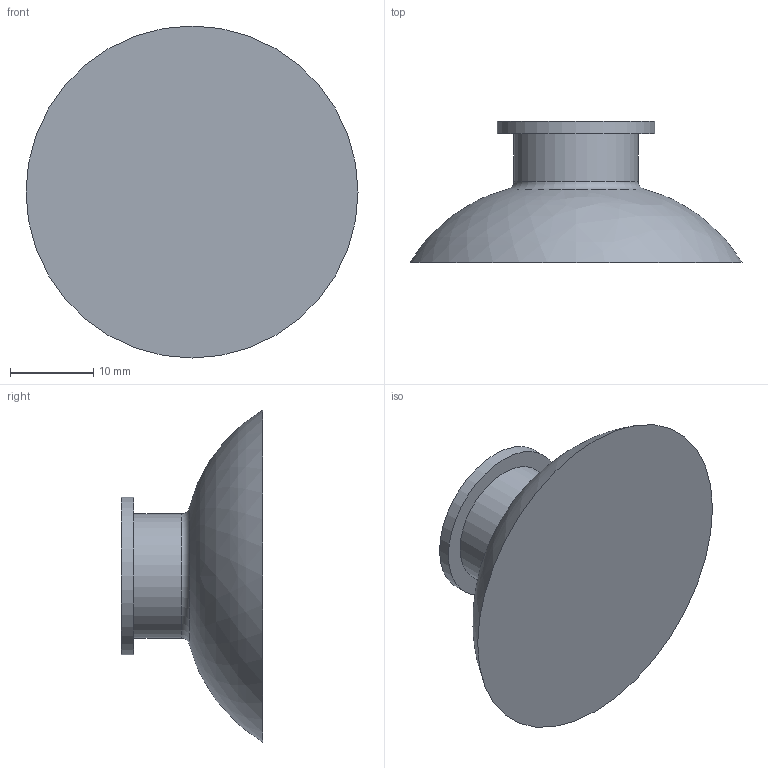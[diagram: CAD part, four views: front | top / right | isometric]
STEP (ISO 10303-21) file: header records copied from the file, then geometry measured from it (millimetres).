
FILE_DESCRIPTION(/* description */ (''),/* implementation_level */ '2;1');
FILE_NAME(/* name */ 'vs40nit.stp',/* time_stamp */ '2020-03-26T12:12:16+01:00',/* author */ ('nebuc'),/* organization */ (''),/* preprocessor_version */ 'ST-DEVELOPER v17',/* originating_system */ 'Autodesk Inventor 2019',/* authorisation */ '');
FILE_SCHEMA (('AUTOMOTIVE_DESIGN { 1 0 10303 214 3 1 1 }'));
Length unit declared in the file: millimetre
Products named in the file (1): vs40
Bounding box: 40 x 17 x 40 mm (x, y, z)
Volume: 8454.6 mm3; surface area: 3642.7 mm2
Topology: 1 solids, 1 shells, 9 faces, 22 edges, 17 vertices
Faces by surface type: plane 4, cylinder 3, torus 1, bspline 1
Full cylindrical faces by diameter (mm): 7 x1, 15 x1, 19 x1
Entity records: 368 total; most frequent: CARTESIAN_POINT 75, DIRECTION 59, ORIENTED_EDGE 44, AXIS2_PLACEMENT_3D 28, EDGE_CURVE 22, CIRCLE 19, VERTEX_POINT 17, EDGE_LOOP 11
